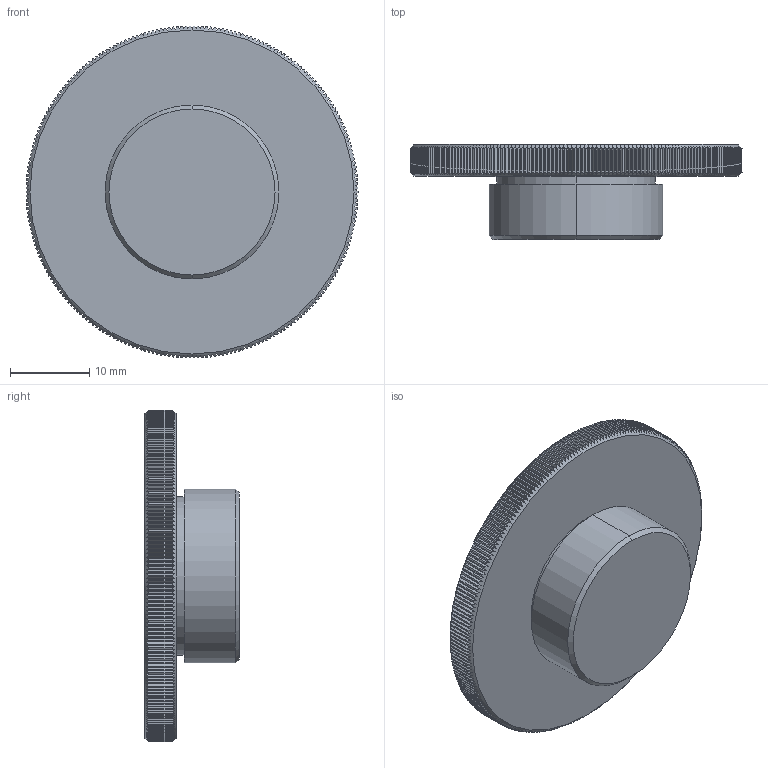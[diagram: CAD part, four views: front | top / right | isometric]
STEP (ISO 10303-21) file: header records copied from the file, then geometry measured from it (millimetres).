
FILE_DESCRIPTION (( 'STEP AP203' ), '1' );
FILE_NAME ('NAD40-M22-1.STEP', '2022-07-20T08:48:52', ( '' ), ( '' ), 'SwSTEP 2.0', 'SolidWorks 2021', '' );
FILE_SCHEMA (( 'CONFIG_CONTROL_DESIGN' ));
Products named in the file (1): NAD40-M22-1
Bounding box: 42 x 12 x 42 mm (x, y, z)
Volume: 8433.6 mm3; surface area: 4159.7 mm2
Topology: 1 solids, 1 shells, 2226 faces, 6618 edges, 4410 vertices
Faces by surface type: plane 1966, cylinder 254, cone 6
Entity records: 74601 total; most frequent: CARTESIAN_POINT 16279, ORIENTED_EDGE 13236, DIRECTION 10586, EDGE_CURVE 6618, LINE 5088, VECTOR 5088, VERTEX_POINT 4410, AXIS2_PLACEMENT_3D 2749
